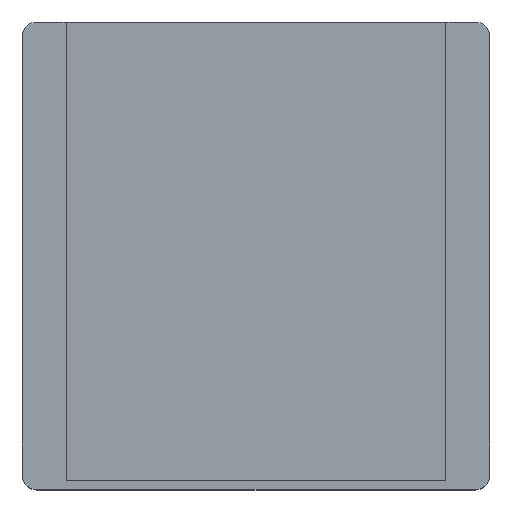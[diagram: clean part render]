
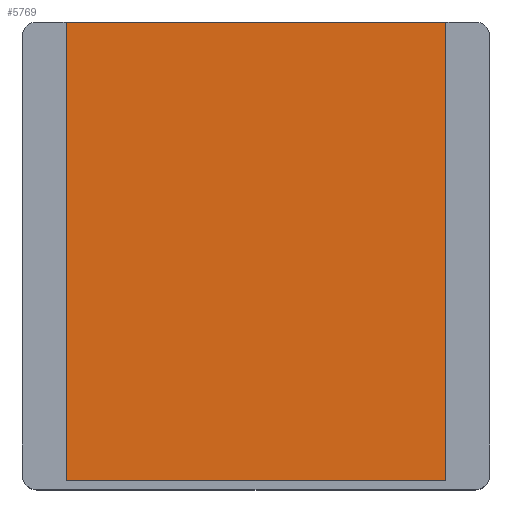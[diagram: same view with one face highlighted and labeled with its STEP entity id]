
A CAD part, top view. The second image highlights one B-rep face of the part: STEP entity #5769.
In plain terms, the highlighted planar face has unit normal (0, 0, 1).
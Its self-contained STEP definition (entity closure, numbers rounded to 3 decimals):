
#495=PLANE('',#6493);
#749=FACE_OUTER_BOUND('',#1347,.T.);
#1347=EDGE_LOOP('',(#5162,#5163,#5164,#5165));
#1755=LINE('',#9720,#2055);
#1758=LINE('',#9725,#2058);
#1759=LINE('',#9728,#2059);
#1760=LINE('',#9729,#2060);
#2055=VECTOR('',#8203,10.);
#2058=VECTOR('',#8208,10.);
#2059=VECTOR('',#8211,10.);
#2060=VECTOR('',#8212,10.);
#3018=VERTEX_POINT('',#9717);
#3019=VERTEX_POINT('',#9719);
#3020=VERTEX_POINT('',#9723);
#3021=VERTEX_POINT('',#9727);
#3771=EDGE_CURVE('',#3019,#3018,#1755,.T.);
#3774=EDGE_CURVE('',#3018,#3020,#1758,.T.);
#3775=EDGE_CURVE('',#3020,#3021,#1759,.T.);
#3776=EDGE_CURVE('',#3021,#3019,#1760,.T.);
#5162=ORIENTED_EDGE('',*,*,#3771,.T.);
#5163=ORIENTED_EDGE('',*,*,#3774,.T.);
#5164=ORIENTED_EDGE('',*,*,#3775,.T.);
#5165=ORIENTED_EDGE('',*,*,#3776,.T.);
#5769=ADVANCED_FACE('',(#749),#495,.T.);
#6493=AXIS2_PLACEMENT_3D('',#9726,#8209,#8210);
#8203=DIRECTION('',(1.,0.,0.));
#8208=DIRECTION('',(0.,1.,0.));
#8209=DIRECTION('center_axis',(0.,0.,1.));
#8210=DIRECTION('ref_axis',(1.,0.,0.));
#8211=DIRECTION('',(-1.,0.,0.));
#8212=DIRECTION('',(0.,-1.,0.));
#9717=CARTESIAN_POINT('',(65.,-77.,163.));
#9719=CARTESIAN_POINT('',(-65.,-77.,163.));
#9720=CARTESIAN_POINT('',(0.,-77.,163.));
#9723=CARTESIAN_POINT('',(65.,80.,163.));
#9725=CARTESIAN_POINT('',(65.,40.,163.));
#9726=CARTESIAN_POINT('Origin',(0.,0.,163.));
#9727=CARTESIAN_POINT('',(-65.,80.,163.));
#9728=CARTESIAN_POINT('',(-80.,80.,163.));
#9729=CARTESIAN_POINT('',(-65.,-40.,163.));
